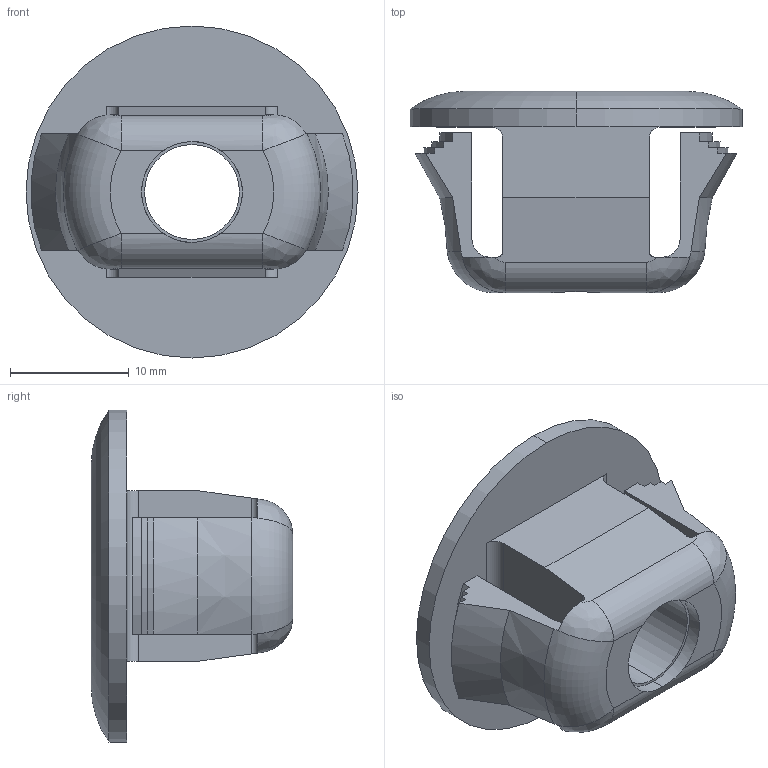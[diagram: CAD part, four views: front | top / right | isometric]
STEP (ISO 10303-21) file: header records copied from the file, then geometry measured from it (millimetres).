
FILE_DESCRIPTION (( 'STEP AP203' ), '1' );
FILE_NAME ('K-273-M8.STEP', '2018-03-29T05:13:48', ( '' ), ( '' ), 'SwSTEP 2.0', 'SolidWorks 2014', '' );
FILE_SCHEMA (( 'CONFIG_CONTROL_DESIGN' ));
Length unit declared in the file: millimetre
Products named in the file (1): K-273-M8
Bounding box: 28 x 17 x 28 mm (x, y, z)
Volume: 3912.6 mm3; surface area: 3116 mm2
Topology: 1 solids, 1 shells, 62 faces, 168 edges, 110 vertices
Faces by surface type: plane 28, cylinder 22, torus 4, cone 4, bspline 4
Entity records: 2361 total; most frequent: CARTESIAN_POINT 757, ORIENTED_EDGE 336, DIRECTION 302, EDGE_CURVE 168, AXIS2_PLACEMENT_3D 111, VERTEX_POINT 110, VECTOR 80, LINE 80
